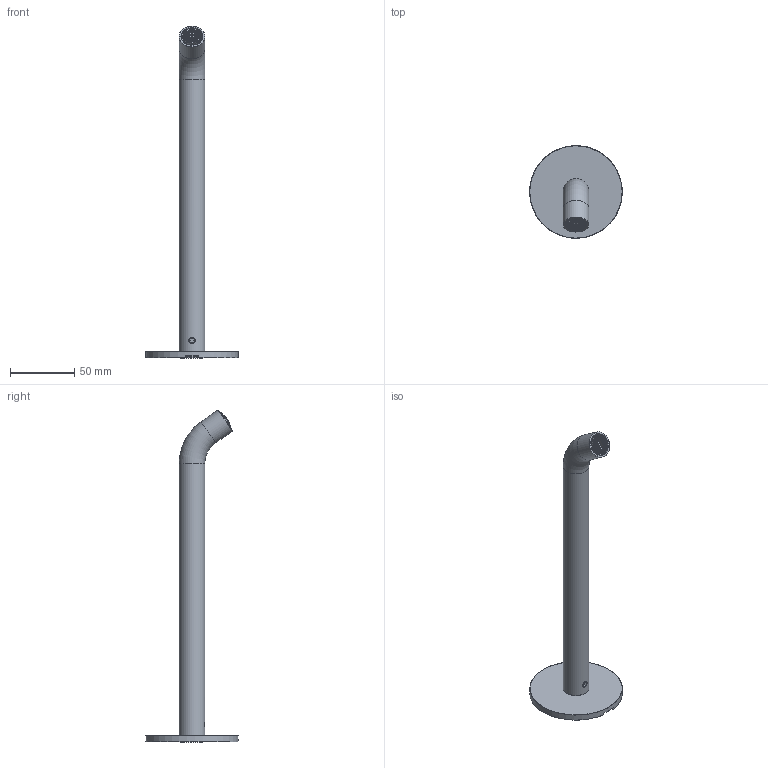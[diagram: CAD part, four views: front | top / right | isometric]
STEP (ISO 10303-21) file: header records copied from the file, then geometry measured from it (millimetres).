
FILE_DESCRIPTION(/* description */ ('Unknown'),/* implementation_level */ '2;1');
FILE_NAME(/* name */ 'AF096-25',/* time_stamp */ '2023-02-24T09:21:34+01:00',/* author */ ('Unknown'),/* organization */ ('Unknown'),/* preprocessor_version */ 'ST-DEVELOPER v18.102',/* originating_system */ 'Solid Edge',/* authorisation */ 'Unknown');
FILE_SCHEMA (('AUTOMOTIVE_DESIGN {1 0 10303 214 3 1 1}'));
Products named in the file (6): AF096-25-00; SVGBSC0012; SARBSA0003_oa_0; SARBSC0003; SRSBSC0002; ABIX007C007 - 25
Assembly tree (5 placements, depth 3):
  AF096-25-00
    SVGBSC0012
    SARBSA0003_oa_0
      SARBSC0003
    SRSBSC0002
    ABIX007C007 - 25
Bounding box: 71.92 x 71.91 x 258.13 mm (x, y, z)
Volume: 46710.3 mm3; surface area: 41094.3 mm2
Topology: 4 solids, 4 shells, 2506 faces, 7268 edges, 4826 vertices
Faces by surface type: plane 1755, torus 383, cylinder 240, bspline 93, cone 25, sphere 10
Full cylindrical faces by diameter (mm): 0.9 x3, 1.5 x1, 4.2 x1, 5 x1, 11 x1, 12.15 x2, 13.4 x1, 13.45 x1, 13.55 x1, 14.55 x1, 15 x3, 15.15 x1, 15.169 x1, 15.5 x7, 16.4 x1, 16.5 x4, 16.7 x1, 18 x1, 19.2 x1, 20 x2, 25 x1, 69.5 x1, 72 x1
Entity records: 96681 total; most frequent: CARTESIAN_POINT 36111, ORIENTED_EDGE 14240, DIRECTION 10040, EDGE_CURVE 7120, VERTEX_POINT 4764, AXIS2_PLACEMENT_3D 3688, B_SPLINE_CURVE_WITH_KNOTS 3181, FACE_BOUND 2922
